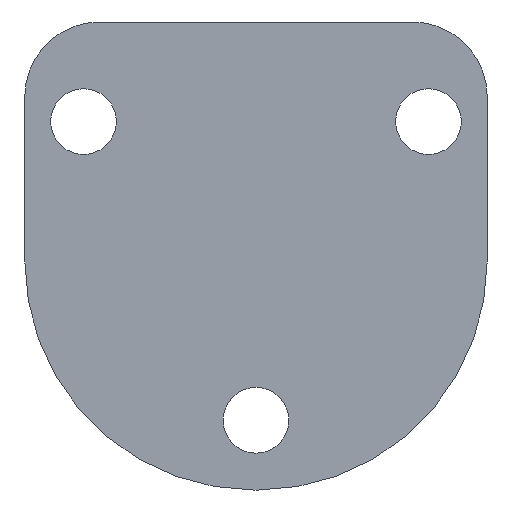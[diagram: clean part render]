
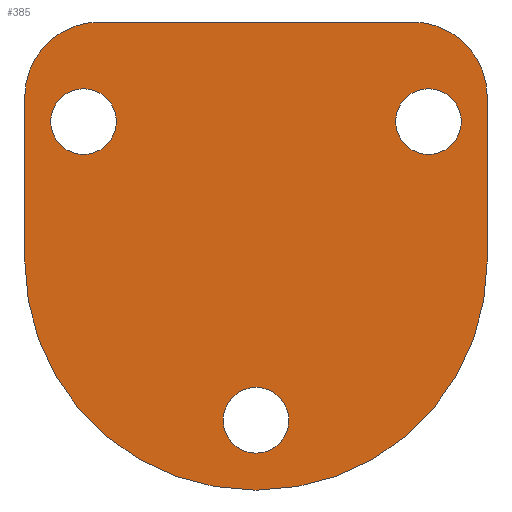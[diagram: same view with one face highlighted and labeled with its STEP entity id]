
A CAD part, front view. The second image highlights one B-rep face of the part: STEP entity #385.
In plain terms, the highlighted planar face has unit normal (0, -1, 0).
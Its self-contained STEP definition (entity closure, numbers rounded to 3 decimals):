
#27=FACE_BOUND('',#84,.T.);
#28=FACE_BOUND('',#85,.T.);
#29=FACE_BOUND('',#86,.T.);
#38=PLANE('',#449);
#57=FACE_OUTER_BOUND('',#83,.T.);
#83=EDGE_LOOP('',(#337,#338,#339,#340,#341,#342,#343,#344));
#84=EDGE_LOOP('',(#345));
#85=EDGE_LOOP('',(#346));
#86=EDGE_LOOP('',(#347));
#99=LINE('',#626,#120);
#103=LINE('',#639,#124);
#106=LINE('',#656,#127);
#107=LINE('',#701,#128);
#120=VECTOR('',#493,10.);
#124=VECTOR('',#507,10.);
#127=VECTOR('',#516,10.);
#128=VECTOR('',#567,10.);
#132=CIRCLE('',#404,7.5);
#142=CIRCLE('',#417,7.5);
#143=CIRCLE('',#419,23.);
#144=CIRCLE('',#422,23.);
#160=CIRCLE('',#450,3.3);
#161=CIRCLE('',#451,3.3);
#162=CIRCLE('',#452,3.3);
#163=VERTEX_POINT('',#587);
#164=VERTEX_POINT('',#588);
#180=VERTEX_POINT('',#624);
#181=VERTEX_POINT('',#628);
#182=VERTEX_POINT('',#632);
#183=VERTEX_POINT('',#633);
#184=VERTEX_POINT('',#638);
#185=VERTEX_POINT('',#642);
#195=VERTEX_POINT('',#703);
#196=VERTEX_POINT('',#705);
#197=VERTEX_POINT('',#707);
#198=EDGE_CURVE('',#163,#164,#132,.T.);
#217=EDGE_CURVE('',#164,#180,#99,.T.);
#219=EDGE_CURVE('',#180,#181,#142,.T.);
#220=EDGE_CURVE('',#182,#183,#143,.T.);
#223=EDGE_CURVE('',#182,#184,#103,.T.);
#225=EDGE_CURVE('',#185,#184,#144,.T.);
#228=EDGE_CURVE('',#181,#185,#106,.F.);
#245=EDGE_CURVE('',#163,#183,#107,.T.);
#246=EDGE_CURVE('',#195,#195,#160,.T.);
#247=EDGE_CURVE('',#196,#196,#161,.F.);
#248=EDGE_CURVE('',#197,#197,#162,.F.);
#337=ORIENTED_EDGE('',*,*,#198,.T.);
#338=ORIENTED_EDGE('',*,*,#217,.T.);
#339=ORIENTED_EDGE('',*,*,#219,.T.);
#340=ORIENTED_EDGE('',*,*,#228,.T.);
#341=ORIENTED_EDGE('',*,*,#225,.T.);
#342=ORIENTED_EDGE('',*,*,#223,.F.);
#343=ORIENTED_EDGE('',*,*,#220,.T.);
#344=ORIENTED_EDGE('',*,*,#245,.F.);
#345=ORIENTED_EDGE('',*,*,#246,.T.);
#346=ORIENTED_EDGE('',*,*,#247,.T.);
#347=ORIENTED_EDGE('',*,*,#248,.T.);
#385=ADVANCED_FACE('',(#57,#27,#28,#29),#38,.T.);
#404=AXIS2_PLACEMENT_3D('',#589,#460,#461);
#417=AXIS2_PLACEMENT_3D('',#630,#497,#498);
#419=AXIS2_PLACEMENT_3D('',#634,#501,#502);
#422=AXIS2_PLACEMENT_3D('',#643,#511,#512);
#449=AXIS2_PLACEMENT_3D('',#702,#568,#569);
#450=AXIS2_PLACEMENT_3D('',#704,#570,#571);
#451=AXIS2_PLACEMENT_3D('',#706,#572,#573);
#452=AXIS2_PLACEMENT_3D('',#708,#574,#575);
#460=DIRECTION('center_axis',(0.,-1.,0.));
#461=DIRECTION('ref_axis',(0.707,0.,0.707));
#493=DIRECTION('',(-1.,0.,0.));
#497=DIRECTION('center_axis',(0.,-1.,0.));
#498=DIRECTION('ref_axis',(-0.707,0.,0.707));
#501=DIRECTION('center_axis',(0.,-1.,0.));
#502=DIRECTION('ref_axis',(0.707,0.,-0.707));
#507=DIRECTION('',(-1.,0.,0.));
#511=DIRECTION('center_axis',(0.,-1.,0.));
#512=DIRECTION('ref_axis',(-0.707,0.,-0.707));
#516=DIRECTION('',(0.,0.,1.));
#567=DIRECTION('',(0.,0.,-1.));
#568=DIRECTION('center_axis',(0.,-1.,0.));
#569=DIRECTION('ref_axis',(1.,0.,0.));
#570=DIRECTION('center_axis',(0.,1.,0.));
#571=DIRECTION('ref_axis',(1.,0.,0.));
#572=DIRECTION('center_axis',(0.,-1.,0.));
#573=DIRECTION('ref_axis',(-1.,0.,0.));
#574=DIRECTION('center_axis',(0.,-1.,0.));
#575=DIRECTION('ref_axis',(-1.,0.,0.));
#587=CARTESIAN_POINT('',(-2236.064,1483.,12.5));
#588=CARTESIAN_POINT('',(-2243.564,1483.,20.));
#589=CARTESIAN_POINT('Origin',(-2243.564,1483.,12.5));
#624=CARTESIAN_POINT('',(-2275.,1483.,20.));
#626=CARTESIAN_POINT('',(-2135.,1483.,20.));
#628=CARTESIAN_POINT('',(-2282.5,1483.,12.5));
#630=CARTESIAN_POINT('Origin',(-2275.,1483.,12.5));
#632=CARTESIAN_POINT('',(-2259.064,1483.,-27.));
#633=CARTESIAN_POINT('',(-2236.064,1483.,-4.));
#634=CARTESIAN_POINT('Origin',(-2259.064,1483.,-4.));
#638=CARTESIAN_POINT('',(-2259.5,1483.,-27.));
#639=CARTESIAN_POINT('',(-2245.,1483.,-27.));
#642=CARTESIAN_POINT('',(-2282.5,1483.,-4.));
#643=CARTESIAN_POINT('Origin',(-2259.5,1483.,-4.));
#656=CARTESIAN_POINT('',(-2282.5,1483.,7.5));
#701=CARTESIAN_POINT('',(-2236.064,1483.,-17.5));
#702=CARTESIAN_POINT('Origin',(-2190.,1483.,-5.));
#703=CARTESIAN_POINT('',(-2279.902,1483.,10.));
#704=CARTESIAN_POINT('Origin',(-2276.602,1483.,10.));
#705=CARTESIAN_POINT('',(-2255.982,1483.,-20.));
#706=CARTESIAN_POINT('Origin',(-2259.282,1483.,-20.));
#707=CARTESIAN_POINT('',(-2238.662,1483.,10.));
#708=CARTESIAN_POINT('Origin',(-2241.962,1483.,10.));
